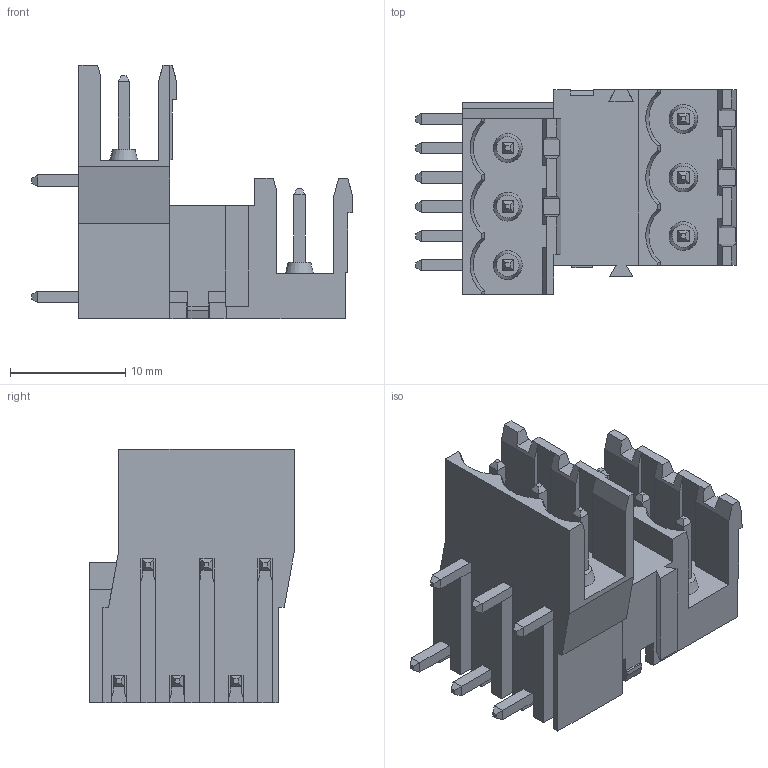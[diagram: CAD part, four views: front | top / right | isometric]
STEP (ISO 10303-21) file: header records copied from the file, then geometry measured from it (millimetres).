
FILE_DESCRIPTION(('STEP AP214'),'1');
FILE_NAME('PDSV03-5.08-H.stp','2017-12-12T16:18:27',(' '),(' '),'Spatial InterOp 3D',' ',' ');
FILE_SCHEMA(('automotive_design'));
Length unit declared in the file: metre
Products named in the file (1): 1
Bounding box: 27.84 x 17.78 x 22 mm (x, y, z)
Volume: 3403.5 mm3; surface area: 3512.2 mm2
Topology: 1 solids, 6 shells, 394 faces, 1036 edges, 666 vertices
Faces by surface type: plane 373, cone 12, cylinder 9
Entity records: 14920 total; most frequent: CARTESIAN_POINT 2117, ORIENTED_EDGE 2050, DIRECTION 1839, EDGE_CURVE 1025, LINE 977, VECTOR 977, VERTEX_POINT 661, AXIS2_PLACEMENT_3D 431
